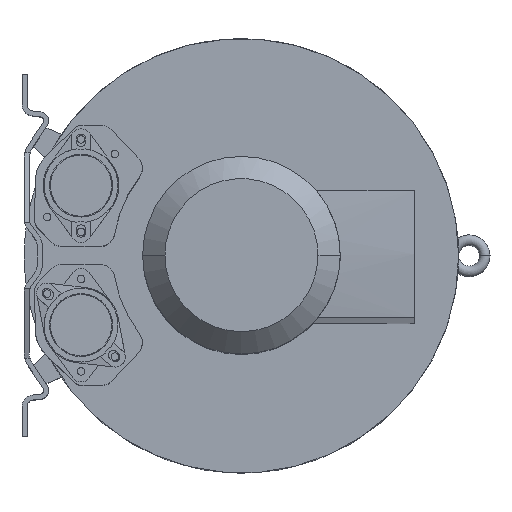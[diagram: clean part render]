
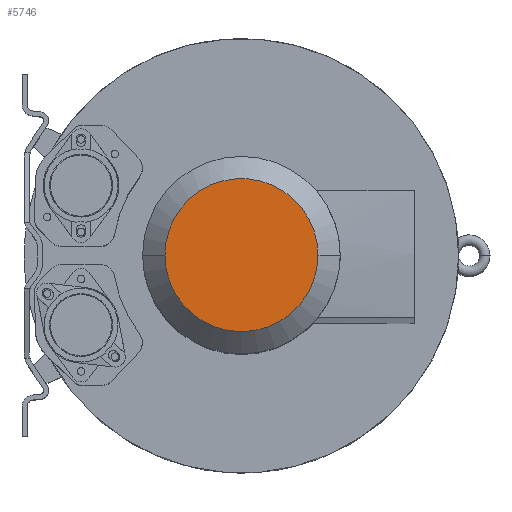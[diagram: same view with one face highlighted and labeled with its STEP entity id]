
A CAD part, top view. The second image highlights one B-rep face of the part: STEP entity #5746.
In plain terms, the highlighted planar face has unit normal (0, 0, 1).
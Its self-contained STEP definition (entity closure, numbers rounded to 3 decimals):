
#384 = CARTESIAN_POINT ( 'NONE',  ( -66.503, 17.813, 398.9 ) ) ;
#427 = CARTESIAN_POINT ( 'NONE',  ( 0., 0., 398.9 ) ) ;
#474 = FACE_OUTER_BOUND ( 'NONE', #7090, .T. ) ;
#558 = CARTESIAN_POINT ( 'NONE',  ( 4.496, 68.7, 398.9 ) ) ;
#868 = ORIENTED_EDGE ( 'NONE', *, *, #5200, .F. ) ;
#1340 = CARTESIAN_POINT ( 'NONE',  ( -30.444, 61.75, 398.9 ) ) ;
#1375 = AXIS2_PLACEMENT_3D ( 'NONE', #427, #8809, #9648 ) ;
#1459 = CARTESIAN_POINT ( 'NONE',  ( -51.758, 45.399, 398.9 ) ) ;
#2311 = VERTEX_POINT ( 'NONE', #7377 ) ;
#2372 = CARTESIAN_POINT ( 'NONE',  ( -22.136, 65.191, 398.9 ) ) ;
#2492 = CARTESIAN_POINT ( 'NONE',  ( 41.906, 54.624, 398.9 ) ) ;
#3095 = CARTESIAN_POINT ( 'NONE',  ( -68.257, 8.993, 398.9 ) ) ;
#3242 = DIRECTION ( 'NONE',  ( 0., 0., 1. ) ) ;
#4047 = CARTESIAN_POINT ( 'NONE',  ( -41.906, 54.624, 398.9 ) ) ;
#4136 = PLANE ( 'NONE',  #9760 ) ;
#4225 = CARTESIAN_POINT ( 'NONE',  ( 8.993, 68.257, 398.9 ) ) ;
#4403 = CARTESIAN_POINT ( 'NONE',  ( 51.758, 45.399, 398.9 ) ) ;
#4599 = VERTEX_POINT ( 'NONE', #8886 ) ;
#4995 = CARTESIAN_POINT ( 'NONE',  ( -8.993, 68.257, 398.9 ) ) ;
#5200 = EDGE_CURVE ( 'NONE', #2311, #4599, #7533, .T. ) ;
#5418 = CARTESIAN_POINT ( 'NONE',  ( 61.75, 30.444, 398.9 ) ) ;
#5746 = ADVANCED_FACE ( 'NONE', ( #474 ), #4136, .T. ) ;
#5888 = CARTESIAN_POINT ( 'NONE',  ( -61.75, 30.444, 398.9 ) ) ;
#6008 = CARTESIAN_POINT ( 'NONE',  ( -17.813, 66.503, 398.9 ) ) ;
#6097 = DIRECTION ( 'NONE',  ( 1., 0., 0. ) ) ;
#6188 = CARTESIAN_POINT ( 'NONE',  ( 68.257, 8.993, 398.9 ) ) ;
#6246 = CARTESIAN_POINT ( 'NONE',  ( 59.62, 34.429, 398.9 ) ) ;
#6908 = CARTESIAN_POINT ( 'NONE',  ( -68.7, 0., 398.9 ) ) ;
#6963 = CARTESIAN_POINT ( 'NONE',  ( 22.136, 65.191, 398.9 ) ) ;
#7090 = EDGE_LOOP ( 'NONE', ( #11276, #868 ) ) ;
#7147 = CARTESIAN_POINT ( 'NONE',  ( 45.399, 51.758, 398.9 ) ) ;
#7377 = CARTESIAN_POINT ( 'NONE',  ( -68.7, 0., 398.9 ) ) ;
#7533 = B_SPLINE_CURVE_WITH_KNOTS ( 'NONE', 3,
 ( #6908, #8592, #3095, #384, #10561, #5888, #11528, #10382, #1459, #9543, #4047, #8764, #1340, #2372, #6008, #4995, #8656, #558, #4225, #7871, #6963, #7930, #9845, #2492, #7147, #4403, #11646, #6246, #5418, #8114, #7990, #6188, #8884, #11824 ),
 .UNSPECIFIED., .F., .F.,
 ( 4, 2, 2, 2, 2, 2, 2, 2, 2, 2, 2, 2, 2, 2, 2, 2, 4 ),
 ( 0., 0.063, 0.125, 0.188, 0.25, 0.313, 0.375, 0.438, 0.5, 0.563, 0.625, 0.688, 0.75, 0.813, 0.875, 0.938, 1. ),
 .UNSPECIFIED. ) ;
#7783 = CARTESIAN_POINT ( 'NONE',  ( 0., 0., 398.9 ) ) ;
#7871 = CARTESIAN_POINT ( 'NONE',  ( 17.813, 66.503, 398.9 ) ) ;
#7930 = CARTESIAN_POINT ( 'NONE',  ( 30.444, 61.75, 398.9 ) ) ;
#7990 = CARTESIAN_POINT ( 'NONE',  ( 66.503, 17.813, 398.9 ) ) ;
#8073 = CIRCLE ( 'NONE', #1375, 68.7 ) ;
#8114 = CARTESIAN_POINT ( 'NONE',  ( 65.191, 22.136, 398.9 ) ) ;
#8592 = CARTESIAN_POINT ( 'NONE',  ( -68.7, 4.496, 398.9 ) ) ;
#8656 = CARTESIAN_POINT ( 'NONE',  ( -4.496, 68.7, 398.9 ) ) ;
#8764 = CARTESIAN_POINT ( 'NONE',  ( -34.429, 59.62, 398.9 ) ) ;
#8809 = DIRECTION ( 'NONE',  ( 0., 0., -1. ) ) ;
#8884 = CARTESIAN_POINT ( 'NONE',  ( 68.7, 4.496, 398.9 ) ) ;
#8886 = CARTESIAN_POINT ( 'NONE',  ( 68.7, 0., 398.9 ) ) ;
#9543 = CARTESIAN_POINT ( 'NONE',  ( -45.399, 51.758, 398.9 ) ) ;
#9648 = DIRECTION ( 'NONE',  ( -1., 0., 0. ) ) ;
#9760 = AXIS2_PLACEMENT_3D ( 'NONE', #7783, #3242, #6097 ) ;
#9845 = CARTESIAN_POINT ( 'NONE',  ( 34.429, 59.62, 398.9 ) ) ;
#10382 = CARTESIAN_POINT ( 'NONE',  ( -54.624, 41.906, 398.9 ) ) ;
#10561 = CARTESIAN_POINT ( 'NONE',  ( -65.191, 22.136, 398.9 ) ) ;
#10600 = EDGE_CURVE ( 'NONE', #4599, #2311, #8073, .T. ) ;
#11276 = ORIENTED_EDGE ( 'NONE', *, *, #10600, .F. ) ;
#11528 = CARTESIAN_POINT ( 'NONE',  ( -59.62, 34.429, 398.9 ) ) ;
#11646 = CARTESIAN_POINT ( 'NONE',  ( 54.624, 41.906, 398.9 ) ) ;
#11824 = CARTESIAN_POINT ( 'NONE',  ( 68.7, 0., 398.9 ) ) ;
